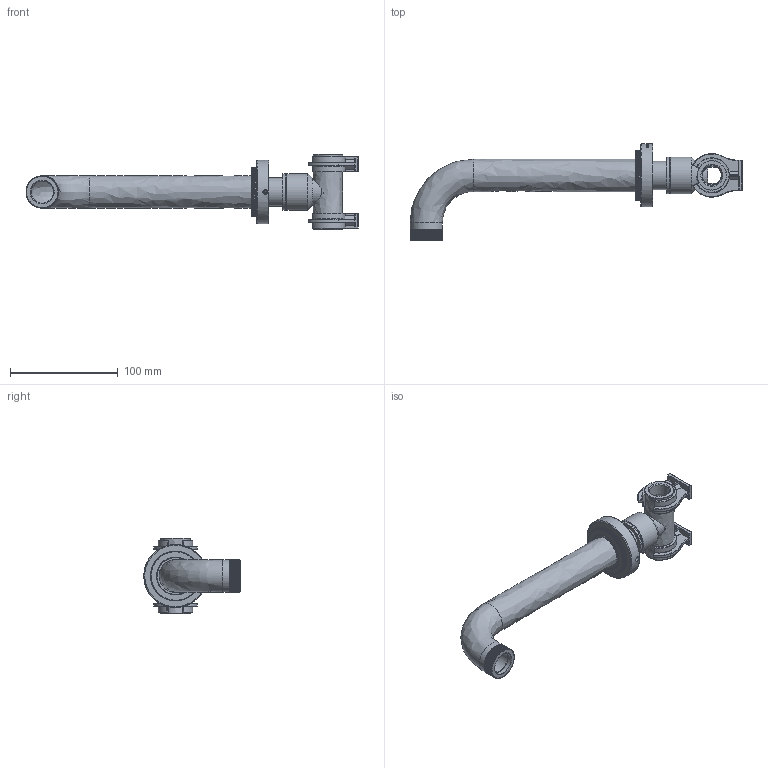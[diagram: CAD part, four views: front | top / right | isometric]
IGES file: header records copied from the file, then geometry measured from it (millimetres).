
Global section: file name: V746-2-K; native system: Autodesk Inventor 2018; preprocessor: unknown; author: aprice; date: 20171003.112302; units: millimetre
Bounding box: 307.91 x 89.25 x 70 mm (x, y, z)
Volume: 169211 mm3; surface area: 111077.5 mm2
Topology: 15 solids, 15 shells, 7068 faces, 15277 edges, 8207 vertices
Faces by surface type: bspline 7068
